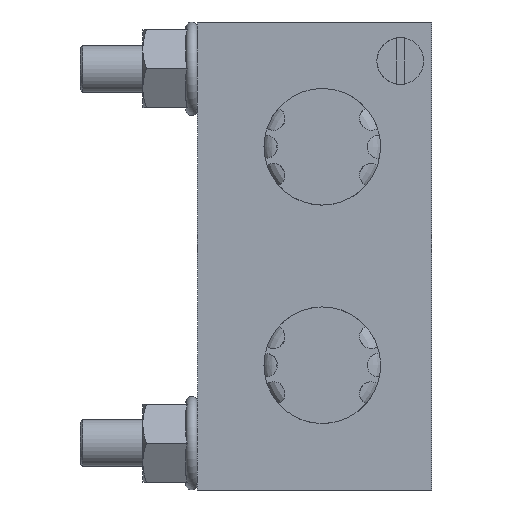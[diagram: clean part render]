
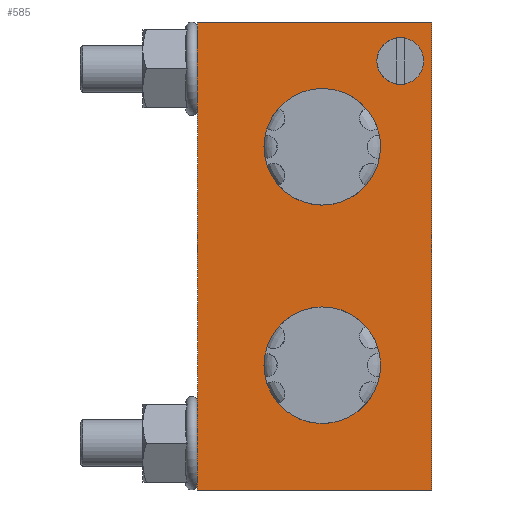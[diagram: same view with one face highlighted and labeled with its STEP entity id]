
A CAD part, left-side view. The second image highlights one B-rep face of the part: STEP entity #585.
In plain terms, the highlighted planar face has unit normal (-1, 0, 0).
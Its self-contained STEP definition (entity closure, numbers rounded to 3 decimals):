
#585 = ADVANCED_FACE( '', ( #1201, #1202, #1203, #1204 ), #1205, .T. );
#1201 = FACE_BOUND( '', #1780, .T. );
#1202 = FACE_BOUND( '', #1781, .T. );
#1203 = FACE_BOUND( '', #1782, .T. );
#1204 = FACE_OUTER_BOUND( '', #1783, .T. );
#1205 = PLANE( '', #1784 );
#1780 = EDGE_LOOP( '', ( #2930 ) );
#1781 = EDGE_LOOP( '', ( #2931 ) );
#1782 = EDGE_LOOP( '', ( #2932 ) );
#1783 = EDGE_LOOP( '', ( #2933, #2934, #2935, #2936 ) );
#1784 = AXIS2_PLACEMENT_3D( '', #2937, #2938, #2939 );
#2930 = ORIENTED_EDGE( '', *, *, #3324, .F. );
#2931 = ORIENTED_EDGE( '', *, *, #3126, .F. );
#2932 = ORIENTED_EDGE( '', *, *, #3159, .F. );
#2933 = ORIENTED_EDGE( '', *, *, #3131, .F. );
#2934 = ORIENTED_EDGE( '', *, *, #3251, .F. );
#2935 = ORIENTED_EDGE( '', *, *, #3002, .T. );
#2936 = ORIENTED_EDGE( '', *, *, #3236, .T. );
#2937 = CARTESIAN_POINT( '', ( -29., -30., -30. ) );
#2938 = DIRECTION( '', ( -1., 0., 0. ) );
#2939 = DIRECTION( '', ( 0., 0., 1. ) );
#3002 = EDGE_CURVE( '', #3470, #3471, #3472, .T. );
#3126 = EDGE_CURVE( '', #3683, #3683, #3684, .T. );
#3131 = EDGE_CURVE( '', #3691, #3692, #3693, .T. );
#3159 = EDGE_CURVE( '', #3739, #3739, #3740, .T. );
#3236 = EDGE_CURVE( '', #3471, #3692, #3843, .T. );
#3251 = EDGE_CURVE( '', #3470, #3691, #3863, .T. );
#3324 = EDGE_CURVE( '', #3953, #3953, #3954, .T. );
#3470 = VERTEX_POINT( '', #4144 );
#3471 = VERTEX_POINT( '', #4145 );
#3472 = LINE( '', #4146, #4147 );
#3683 = VERTEX_POINT( '', #4515 );
#3684 = CIRCLE( '', #4516, 7.475 );
#3691 = VERTEX_POINT( '', #4523 );
#3692 = VERTEX_POINT( '', #4524 );
#3693 = LINE( '', #4525, #4526 );
#3739 = VERTEX_POINT( '', #4585 );
#3740 = CIRCLE( '', #4586, 7.475 );
#3843 = LINE( '', #4825, #4826 );
#3863 = LINE( '', #4848, #4849 );
#3953 = VERTEX_POINT( '', #5046 );
#3954 = CIRCLE( '', #5047, 3. );
#4144 = CARTESIAN_POINT( '', ( -29., -30., -30. ) );
#4145 = CARTESIAN_POINT( '', ( -29., -30., 30. ) );
#4146 = CARTESIAN_POINT( '', ( -29., -30., -30. ) );
#4147 = VECTOR( '', #5189, 1000. );
#4515 = CARTESIAN_POINT( '', ( -29., -8.525, -14. ) );
#4516 = AXIS2_PLACEMENT_3D( '', #5379, #5380, #5381 );
#4523 = CARTESIAN_POINT( '', ( -29., 0., -30. ) );
#4524 = CARTESIAN_POINT( '', ( -29., 0., 30. ) );
#4525 = CARTESIAN_POINT( '', ( -29., 0., -30. ) );
#4526 = VECTOR( '', #5388, 1000. );
#4585 = CARTESIAN_POINT( '', ( -29., -8.525, 14. ) );
#4586 = AXIS2_PLACEMENT_3D( '', #5435, #5436, #5437 );
#4825 = CARTESIAN_POINT( '', ( -29., -30., 30. ) );
#4826 = VECTOR( '', #5534, 1000. );
#4848 = CARTESIAN_POINT( '', ( -29., -30., -30. ) );
#4849 = VECTOR( '', #5552, 1000. );
#5046 = CARTESIAN_POINT( '', ( -29., -26., 22. ) );
#5047 = AXIS2_PLACEMENT_3D( '', #5613, #5614, #5615 );
#5189 = DIRECTION( '', ( 0., 0., 1. ) );
#5379 = CARTESIAN_POINT( '', ( -29., -16., -14. ) );
#5380 = DIRECTION( '', ( -1., 0., 0. ) );
#5381 = DIRECTION( '', ( 0., 1., 0. ) );
#5388 = DIRECTION( '', ( 0., 0., 1. ) );
#5435 = CARTESIAN_POINT( '', ( -29., -16., 14. ) );
#5436 = DIRECTION( '', ( -1., 0., 0. ) );
#5437 = DIRECTION( '', ( 0., 1., 0. ) );
#5534 = DIRECTION( '', ( 0., 1., 0. ) );
#5552 = DIRECTION( '', ( 0., 1., 0. ) );
#5613 = CARTESIAN_POINT( '', ( -29., -26., 25. ) );
#5614 = DIRECTION( '', ( -1., 0., 0. ) );
#5615 = DIRECTION( '', ( 0., 0., -1. ) );
